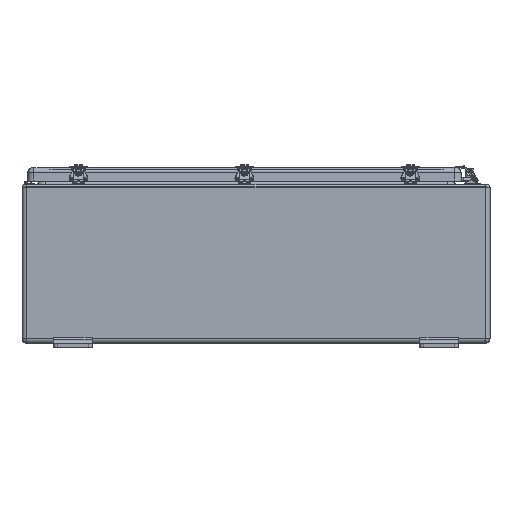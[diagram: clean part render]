
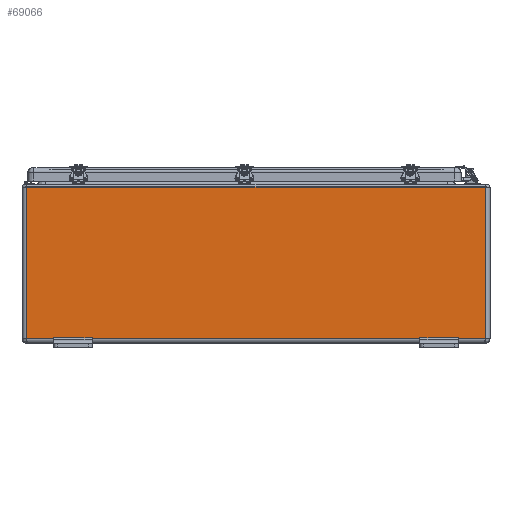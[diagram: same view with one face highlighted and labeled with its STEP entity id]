
A CAD part, front view. The second image highlights one B-rep face of the part: STEP entity #69066.
In plain terms, the highlighted planar face has unit normal (0, -1, 0).
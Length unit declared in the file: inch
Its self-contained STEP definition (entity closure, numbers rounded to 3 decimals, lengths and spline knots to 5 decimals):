
#1091 = CARTESIAN_POINT ( 'NONE',  ( -9.1875, -30.5, -0.625 ) ) ;
#2773 = VECTOR ( 'NONE', #139367, 39.37008 ) ;
#4754 = ORIENTED_EDGE ( 'NONE', *, *, #94670, .F. ) ;
#6422 = ORIENTED_EDGE ( 'NONE', *, *, #145528, .F. ) ;
#7372 = EDGE_CURVE ( 'NONE', #148783, #121535, #45934, .T. ) ;
#9199 = ORIENTED_EDGE ( 'NONE', *, *, #119453, .F. ) ;
#9408 = PLANE ( 'NONE',  #29885 ) ;
#11117 = DIRECTION ( 'NONE',  ( 1., 0., 0. ) ) ;
#13344 = DIRECTION ( 'NONE',  ( 0., 0., -1. ) ) ;
#18987 = DIRECTION ( 'NONE',  ( 0., 0., -1. ) ) ;
#19989 = VERTEX_POINT ( 'NONE', #63689 ) ;
#20492 = ORIENTED_EDGE ( 'NONE', *, *, #52461, .F. ) ;
#21906 = LINE ( 'NONE', #69963, #67852 ) ;
#22343 = VECTOR ( 'NONE', #51160, 39.37008 ) ;
#23544 = DIRECTION ( 'NONE',  ( 0., 0., 1. ) ) ;
#26306 = VERTEX_POINT ( 'NONE', #89661 ) ;
#29885 = AXIS2_PLACEMENT_3D ( 'NONE', #105200, #143723, #18987 ) ;
#31403 = CARTESIAN_POINT ( 'NONE',  ( -9.1875, -30.5, -0.625 ) ) ;
#34671 = DIRECTION ( 'NONE',  ( -1., 0., 0. ) ) ;
#36845 = VECTOR ( 'NONE', #37862, 39.37008 ) ;
#37740 = CARTESIAN_POINT ( 'NONE',  ( -18.375, -30.5, -0.562 ) ) ;
#37862 = DIRECTION ( 'NONE',  ( -1., 0., 0. ) ) ;
#39860 = LINE ( 'NONE', #152379, #101893 ) ;
#40309 = CARTESIAN_POINT ( 'NONE',  ( -15.875, -30.5, -0.625 ) ) ;
#42610 = LINE ( 'NONE', #163676, #54698 ) ;
#44666 = EDGE_CURVE ( 'NONE', #121535, #141051, #96349, .T. ) ;
#45934 = LINE ( 'NONE', #31403, #129855 ) ;
#48680 = EDGE_CURVE ( 'NONE', #162485, #150503, #70517, .T. ) ;
#50504 = VECTOR ( 'NONE', #23544, 39.37008 ) ;
#50926 = CARTESIAN_POINT ( 'NONE',  ( -18., -30.5, 0. ) ) ;
#51160 = DIRECTION ( 'NONE',  ( -1., 0., 0. ) ) ;
#52461 = EDGE_CURVE ( 'NONE', #132458, #54827, #142775, .T. ) ;
#52853 = EDGE_CURVE ( 'NONE', #19989, #79507, #88716, .T. ) ;
#54099 = CARTESIAN_POINT ( 'NONE',  ( -9.1875, -30.5, -0.625 ) ) ;
#54379 = CARTESIAN_POINT ( 'NONE',  ( 15.875, -30.5, -0.625 ) ) ;
#54698 = VECTOR ( 'NONE', #152390, 39.37008 ) ;
#54827 = VERTEX_POINT ( 'NONE', #163371 ) ;
#54848 = VECTOR ( 'NONE', #11117, 39.37008 ) ;
#63689 = CARTESIAN_POINT ( 'NONE',  ( -15.875, -30.5, -0.562 ) ) ;
#67852 = VECTOR ( 'NONE', #68359, 39.37008 ) ;
#68359 = DIRECTION ( 'NONE',  ( 0., 0., 1. ) ) ;
#69066 = ADVANCED_FACE ( 'NONE', ( #125923 ), #9408, .T. ) ;
#69963 = CARTESIAN_POINT ( 'NONE',  ( -12.875, -30.5, -1. ) ) ;
#70517 = LINE ( 'NONE', #113793, #2773 ) ;
#76328 = VERTEX_POINT ( 'NONE', #134264 ) ;
#79507 = VERTEX_POINT ( 'NONE', #159798 ) ;
#83543 = ORIENTED_EDGE ( 'NONE', *, *, #7372, .F. ) ;
#83562 = VECTOR ( 'NONE', #152229, 39.37008 ) ;
#86992 = ORIENTED_EDGE ( 'NONE', *, *, #52853, .T. ) ;
#87045 = CARTESIAN_POINT ( 'NONE',  ( 15.875, -30.5, -1. ) ) ;
#88716 = LINE ( 'NONE', #37740, #54848 ) ;
#89352 = DIRECTION ( 'NONE',  ( 0., 0., -1. ) ) ;
#89661 = CARTESIAN_POINT ( 'NONE',  ( 12.875, -30.5, -0.562 ) ) ;
#90880 = EDGE_CURVE ( 'NONE', #99394, #76328, #163899, .T. ) ;
#92621 = ORIENTED_EDGE ( 'NONE', *, *, #48680, .T. ) ;
#94670 = EDGE_CURVE ( 'NONE', #76328, #79507, #21906, .T. ) ;
#96349 = LINE ( 'NONE', #87045, #50504 ) ;
#96904 = CARTESIAN_POINT ( 'NONE',  ( 12.875, -30.5, -0.625 ) ) ;
#97916 = ORIENTED_EDGE ( 'NONE', *, *, #121901, .T. ) ;
#99394 = VERTEX_POINT ( 'NONE', #96904 ) ;
#101893 = VECTOR ( 'NONE', #151846, 39.37008 ) ;
#102638 = CARTESIAN_POINT ( 'NONE',  ( 15.875, -30.5, -0.562 ) ) ;
#105200 = CARTESIAN_POINT ( 'NONE',  ( -18.375, -30.5, 0. ) ) ;
#107473 = LINE ( 'NONE', #50926, #135367 ) ;
#113619 = CARTESIAN_POINT ( 'NONE',  ( -18., -30.5, 11.275 ) ) ;
#113793 = CARTESIAN_POINT ( 'NONE',  ( -18.375, -30.5, 11.275 ) ) ;
#115124 = LINE ( 'NONE', #153648, #140918 ) ;
#117180 = ORIENTED_EDGE ( 'NONE', *, *, #90880, .F. ) ;
#117641 = LINE ( 'NONE', #122953, #83562 ) ;
#119453 = EDGE_CURVE ( 'NONE', #19989, #132458, #39860, .T. ) ;
#121535 = VERTEX_POINT ( 'NONE', #54379 ) ;
#121901 = EDGE_CURVE ( 'NONE', #26306, #141051, #117641, .T. ) ;
#122953 = CARTESIAN_POINT ( 'NONE',  ( -18.375, -30.5, -0.562 ) ) ;
#123892 = ORIENTED_EDGE ( 'NONE', *, *, #44666, .F. ) ;
#125923 = FACE_OUTER_BOUND ( 'NONE', #158395, .T. ) ;
#129855 = VECTOR ( 'NONE', #34671, 39.37008 ) ;
#132458 = VERTEX_POINT ( 'NONE', #40309 ) ;
#134264 = CARTESIAN_POINT ( 'NONE',  ( -12.875, -30.5, -0.625 ) ) ;
#135367 = VECTOR ( 'NONE', #89352, 39.37008 ) ;
#138990 = ORIENTED_EDGE ( 'NONE', *, *, #155042, .T. ) ;
#139367 = DIRECTION ( 'NONE',  ( -1., 0., 0. ) ) ;
#140290 = CARTESIAN_POINT ( 'NONE',  ( 18., -30.5, 11.275 ) ) ;
#140918 = VECTOR ( 'NONE', #13344, 39.37008 ) ;
#141051 = VERTEX_POINT ( 'NONE', #102638 ) ;
#142775 = LINE ( 'NONE', #54099, #36845 ) ;
#143723 = DIRECTION ( 'NONE',  ( 0., -1., 0. ) ) ;
#145528 = EDGE_CURVE ( 'NONE', #26306, #99394, #115124, .T. ) ;
#148783 = VERTEX_POINT ( 'NONE', #162629 ) ;
#150503 = VERTEX_POINT ( 'NONE', #113619 ) ;
#151846 = DIRECTION ( 'NONE',  ( 0., 0., -1. ) ) ;
#152229 = DIRECTION ( 'NONE',  ( 1., 0., 0. ) ) ;
#152379 = CARTESIAN_POINT ( 'NONE',  ( -15.875, -30.5, -1. ) ) ;
#152390 = DIRECTION ( 'NONE',  ( 0., 0., 1. ) ) ;
#153648 = CARTESIAN_POINT ( 'NONE',  ( 12.875, -30.5, -1. ) ) ;
#155042 = EDGE_CURVE ( 'NONE', #148783, #162485, #42610, .T. ) ;
#155265 = ORIENTED_EDGE ( 'NONE', *, *, #163113, .T. ) ;
#158395 = EDGE_LOOP ( 'NONE', ( #9199, #86992, #4754, #117180, #6422, #97916, #123892, #83543, #138990, #92621, #155265, #20492 ) ) ;
#159798 = CARTESIAN_POINT ( 'NONE',  ( -12.875, -30.5, -0.562 ) ) ;
#162485 = VERTEX_POINT ( 'NONE', #140290 ) ;
#162629 = CARTESIAN_POINT ( 'NONE',  ( 18., -30.5, -0.625 ) ) ;
#163113 = EDGE_CURVE ( 'NONE', #150503, #54827, #107473, .T. ) ;
#163371 = CARTESIAN_POINT ( 'NONE',  ( -18., -30.5, -0.625 ) ) ;
#163676 = CARTESIAN_POINT ( 'NONE',  ( 18., -30.5, 0. ) ) ;
#163899 = LINE ( 'NONE', #1091, #22343 ) ;
